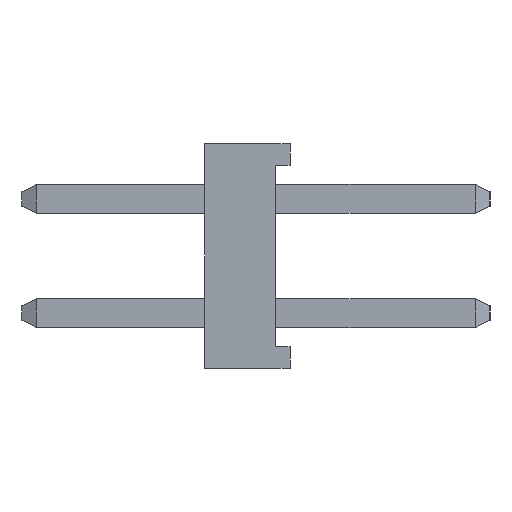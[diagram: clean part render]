
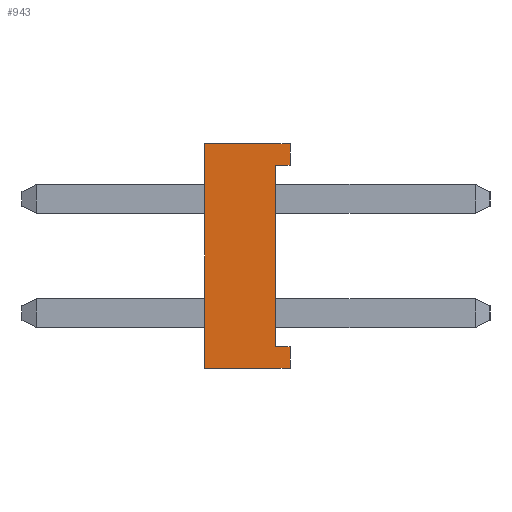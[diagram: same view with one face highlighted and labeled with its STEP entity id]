
A CAD part, left-side view. The second image highlights one B-rep face of the part: STEP entity #943.
In plain terms, the highlighted planar face has unit normal (-1, 0, 0).
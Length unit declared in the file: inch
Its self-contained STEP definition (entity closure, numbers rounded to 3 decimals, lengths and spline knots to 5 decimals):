
#943 = ADVANCED_FACE( '', ( #2166 ), #2167, .F. );
#2166 = FACE_OUTER_BOUND( '', #3770, .T. );
#2167 = PLANE( '', #3771 );
#3770 = EDGE_LOOP( '', ( #6268, #6269, #6270, #6271, #6272, #6273, #6274, #6275 ) );
#3771 = AXIS2_PLACEMENT_3D( '', #6276, #6277, #6278 );
#6268 = ORIENTED_EDGE( '', *, *, #10021, .T. );
#6269 = ORIENTED_EDGE( '', *, *, #10022, .T. );
#6270 = ORIENTED_EDGE( '', *, *, #10023, .T. );
#6271 = ORIENTED_EDGE( '', *, *, #9972, .F. );
#6272 = ORIENTED_EDGE( '', *, *, #10024, .F. );
#6273 = ORIENTED_EDGE( '', *, *, #10025, .T. );
#6274 = ORIENTED_EDGE( '', *, *, #10026, .T. );
#6275 = ORIENTED_EDGE( '', *, *, #9453, .T. );
#6276 = CARTESIAN_POINT( '', ( -0.43307, 0.059, -0.0775 ) );
#6277 = DIRECTION( '', ( 1., 0., 0. ) );
#6278 = DIRECTION( '', ( 0., 0., -1. ) );
#9453 = EDGE_CURVE( '', #11325, #11323, #11326, .T. );
#9972 = EDGE_CURVE( '', #12151, #12146, #12153, .T. );
#10021 = EDGE_CURVE( '', #11323, #12221, #12222, .T. );
#10022 = EDGE_CURVE( '', #12221, #12223, #12224, .T. );
#10023 = EDGE_CURVE( '', #12223, #12146, #12225, .T. );
#10024 = EDGE_CURVE( '', #12226, #12151, #12227, .T. );
#10025 = EDGE_CURVE( '', #12226, #12228, #12229, .T. );
#10026 = EDGE_CURVE( '', #12228, #11325, #12230, .T. );
#11323 = VERTEX_POINT( '', #13937 );
#11325 = VERTEX_POINT( '', #13940 );
#11326 = LINE( '', #13941, #13942 );
#12146 = VERTEX_POINT( '', #15159 );
#12151 = VERTEX_POINT( '', #15166 );
#12153 = LINE( '', #15169, #15170 );
#12221 = VERTEX_POINT( '', #15273 );
#12222 = LINE( '', #15274, #15275 );
#12223 = VERTEX_POINT( '', #15276 );
#12224 = LINE( '', #15277, #15278 );
#12225 = LINE( '', #15279, #15280 );
#12226 = VERTEX_POINT( '', #15281 );
#12227 = LINE( '', #15282, #15283 );
#12228 = VERTEX_POINT( '', #15284 );
#12229 = LINE( '', #15285, #15286 );
#12230 = LINE( '', #15287, #15288 );
#13937 = CARTESIAN_POINT( '', ( -0.43307, 0.01, -0.0625 ) );
#13940 = CARTESIAN_POINT( '', ( -0.43307, 0., -0.0625 ) );
#13941 = CARTESIAN_POINT( '', ( -0.43307, 0., -0.0625 ) );
#13942 = VECTOR( '', #17151, 39.37008 );
#15159 = CARTESIAN_POINT( '', ( -0.43307, 0., 0.0775 ) );
#15166 = CARTESIAN_POINT( '', ( -0.43307, 0.059, 0.0775 ) );
#15169 = CARTESIAN_POINT( '', ( -0.43307, 0.059, 0.0775 ) );
#15170 = VECTOR( '', #17552, 39.37008 );
#15273 = CARTESIAN_POINT( '', ( -0.43307, 0.01, 0.0625 ) );
#15274 = CARTESIAN_POINT( '', ( -0.43307, 0.01, -0.0625 ) );
#15275 = VECTOR( '', #17588, 39.37008 );
#15276 = CARTESIAN_POINT( '', ( -0.43307, 0., 0.0625 ) );
#15277 = CARTESIAN_POINT( '', ( -0.43307, 0.01, 0.0625 ) );
#15278 = VECTOR( '', #17589, 39.37008 );
#15279 = CARTESIAN_POINT( '', ( -0.43307, 0., -0.0775 ) );
#15280 = VECTOR( '', #17590, 39.37008 );
#15281 = CARTESIAN_POINT( '', ( -0.43307, 0.059, -0.0775 ) );
#15282 = CARTESIAN_POINT( '', ( -0.43307, 0.059, -0.0775 ) );
#15283 = VECTOR( '', #17591, 39.37008 );
#15284 = CARTESIAN_POINT( '', ( -0.43307, 0., -0.0775 ) );
#15285 = CARTESIAN_POINT( '', ( -0.43307, 0.059, -0.0775 ) );
#15286 = VECTOR( '', #17592, 39.37008 );
#15287 = CARTESIAN_POINT( '', ( -0.43307, 0., -0.0775 ) );
#15288 = VECTOR( '', #17593, 39.37008 );
#17151 = DIRECTION( '', ( 0., 1., 0. ) );
#17552 = DIRECTION( '', ( 0., -1., 0. ) );
#17588 = DIRECTION( '', ( 0., 0., 1. ) );
#17589 = DIRECTION( '', ( 0., -1., 0. ) );
#17590 = DIRECTION( '', ( 0., 0., 1. ) );
#17591 = DIRECTION( '', ( 0., 0., 1. ) );
#17592 = DIRECTION( '', ( 0., -1., 0. ) );
#17593 = DIRECTION( '', ( 0., 0., 1. ) );
